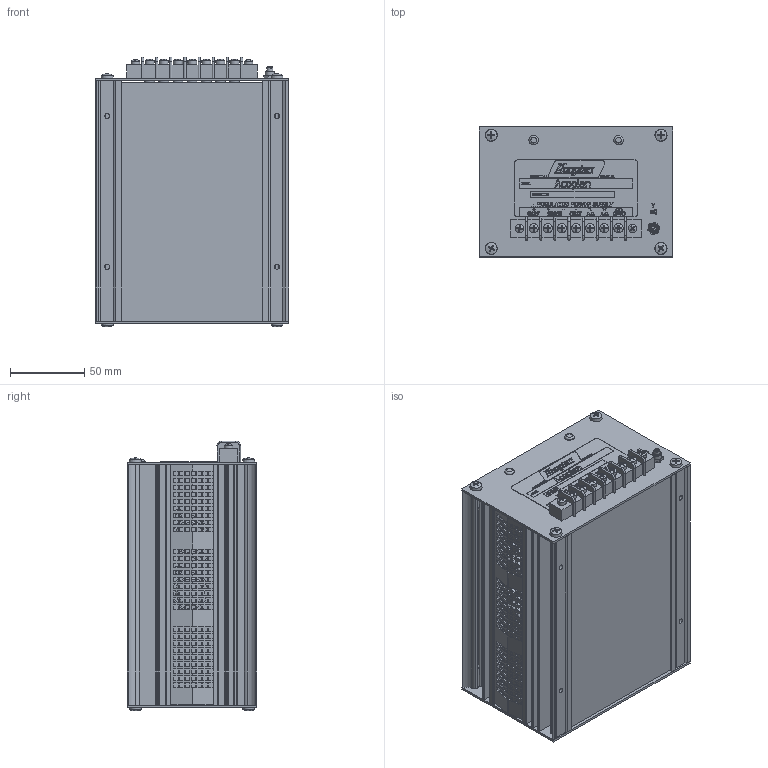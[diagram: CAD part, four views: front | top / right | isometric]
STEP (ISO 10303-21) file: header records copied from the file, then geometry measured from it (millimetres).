
FILE_DESCRIPTION((''),'2;1');
FILE_NAME('M6 Case Generic 6-13.stp','2012-06-13T09:35:38',('JCD'),('ENGINEERING'),'Autodesk Inventor 2013','Autodesk Inventor 2013','ACOPIAN TECHNICAL COMPANY');
FILE_SCHEMA(('AUTOMOTIVE_DESIGN { 1 0 10303 214 1 1 1 1 }'));
Length unit declared in the file: inch
Products named in the file (15): M6 Case Generic.iam (base); E300-60 M7-1P front; E300-7 M6 Left HS ; E300-40 SIDE RT; E300-74 M rear; Cross Recessed Pan Head Tapping Screw - Type F - Type I 8-32 UNC - 0.75; M6 sreen generic ; SML_POT_RND; NUT-SML POT; Cross Recessed Fillister Head Tapping Screw - Type F - Type I No. 6 - 32 - 1/4; 375_single_20A_BS_7; rivet, snap; DECAL M CASE; M6 HEATSINK SCREEN; TRANSISTOR TO-3
Assembly tree (25 placements, depth 2):
  M6 Case Generic.iam (base)
    E300-60 M7-1P front
    E300-7 M6 Left HS 
    E300-40 SIDE RT
    E300-74 M rear
    Cross Recessed Pan Head Tapping Screw - Type F - Type I 8-32 UNC - 0.75  x8
    M6 sreen generic   x2
    SML_POT_RND
    NUT-SML POT
    Cross Recessed Fillister Head Tapping Screw - Type F - Type I No. 6 - 32 - 1/4  x2
    375_single_20A_BS_7
    rivet, snap  x2
    DECAL M CASE
    M6 HEATSINK SCREEN
    TRANSISTOR TO-3  x2
Bounding box: 130.3 x 87.4 x 181.63 mm (x, y, z)
Volume: 257021.9 mm3; surface area: 255243.7 mm2
Topology: 39 solids, 39 shells, 3463 faces, 9726 edges, 6453 vertices
Faces by surface type: plane 2311, bspline 577, cylinder 294, cone 163, torus 101, sphere 17
Full cylindrical faces by diameter (mm): 0.635 x2, 2.032 x14, 2.946 x2, 3.048 x2, 3.302 x10, 3.454 x2, 3.505 x9, 3.556 x4, 4.013 x1, 4.064 x2, 4.166 x8, 4.191 x1, 4.699 x1, 4.75 x4, 4.763 x8, 5.08 x7, 5.74 x2, 6.096 x1, 6.198 x7, 6.274 x1, 6.35 x7, 6.604 x7, 7.938 x7, 8.001 x1, 16.002 x1, 19.431 x2, 23.114 x2
Entity records: 111512 total; most frequent: CARTESIAN_POINT 31167, ORIENTED_EDGE 17758, DIRECTION 13408, EDGE_CURVE 8879, VECTOR 6630, LINE 6630, VERTEX_POINT 5974, EDGE_LOOP 3947
